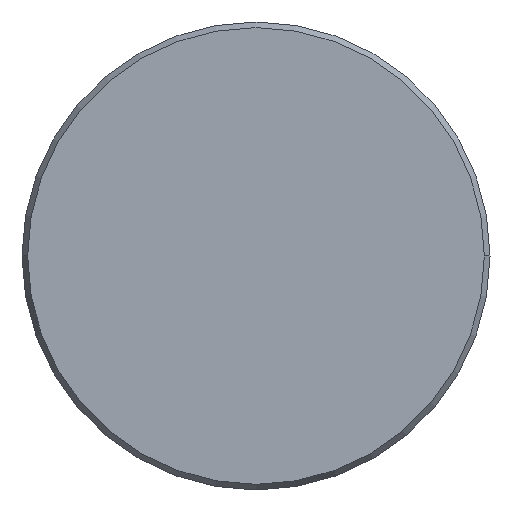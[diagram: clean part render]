
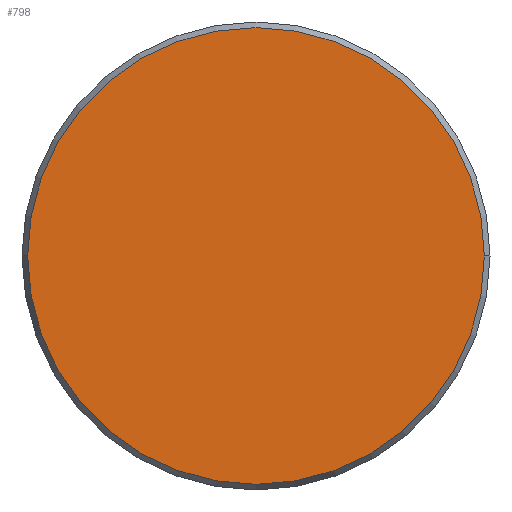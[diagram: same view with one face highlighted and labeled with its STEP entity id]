
A CAD part, top view. The second image highlights one B-rep face of the part: STEP entity #798.
In plain terms, the highlighted planar face has unit normal (0, 0, 1).
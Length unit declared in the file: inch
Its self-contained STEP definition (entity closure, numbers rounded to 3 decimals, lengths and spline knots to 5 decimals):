
#211 = PLANE ( 'NONE',  #1502 ) ;
#296 = VERTEX_POINT ( 'NONE', #1830 ) ;
#361 = CIRCLE ( 'NONE', #2181, 0.60247 ) ;
#432 = DIRECTION ( 'NONE',  ( -1., 0., 0. ) ) ;
#661 = ORIENTED_EDGE ( 'NONE', *, *, #2108, .T. ) ;
#685 = VERTEX_POINT ( 'NONE', #1218 ) ;
#694 = AXIS2_PLACEMENT_3D ( 'NONE', #1337, #1509, #782 ) ;
#782 = DIRECTION ( 'NONE',  ( -1., 0., 0. ) ) ;
#792 = DIRECTION ( 'NONE',  ( 0., 0., -1. ) ) ;
#798 = ADVANCED_FACE ( 'NONE', ( #1626 ), #211, .F. ) ;
#813 = EDGE_LOOP ( 'NONE', ( #661, #1834 ) ) ;
#1145 = CARTESIAN_POINT ( 'NONE',  ( -0.19159, 1.59519, 2.73849 ) ) ;
#1184 = EDGE_CURVE ( 'NONE', #685, #296, #361, .T. ) ;
#1218 = CARTESIAN_POINT ( 'NONE',  ( 0.41088, 0.97199, 2.73849 ) ) ;
#1309 = DIRECTION ( 'NONE',  ( -1., 0., 0. ) ) ;
#1337 = CARTESIAN_POINT ( 'NONE',  ( -0.19159, 0.97199, 2.73849 ) ) ;
#1379 = CARTESIAN_POINT ( 'NONE',  ( -0.19159, 0.97199, 2.73849 ) ) ;
#1502 = AXIS2_PLACEMENT_3D ( 'NONE', #1145, #792, #1309 ) ;
#1509 = DIRECTION ( 'NONE',  ( 0., 0., 1. ) ) ;
#1626 = FACE_OUTER_BOUND ( 'NONE', #813, .T. ) ;
#1665 = CIRCLE ( 'NONE', #694, 0.60247 ) ;
#1830 = CARTESIAN_POINT ( 'NONE',  ( -0.79406, 0.97199, 2.73849 ) ) ;
#1834 = ORIENTED_EDGE ( 'NONE', *, *, #1184, .T. ) ;
#2058 = DIRECTION ( 'NONE',  ( 0., 0., 1. ) ) ;
#2108 = EDGE_CURVE ( 'NONE', #296, #685, #1665, .T. ) ;
#2181 = AXIS2_PLACEMENT_3D ( 'NONE', #1379, #2058, #432 ) ;
